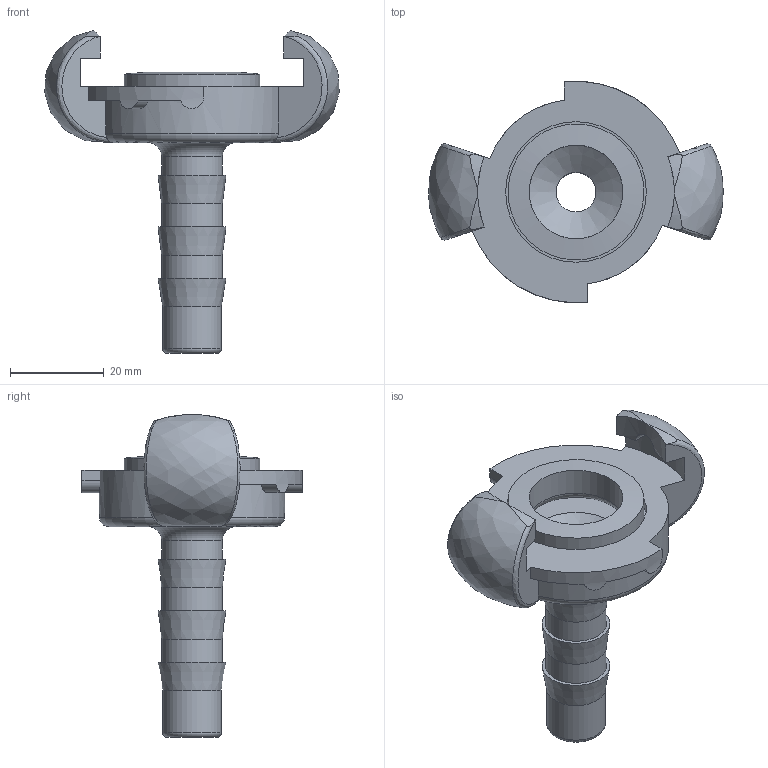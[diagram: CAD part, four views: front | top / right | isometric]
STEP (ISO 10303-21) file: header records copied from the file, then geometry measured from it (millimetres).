
FILE_DESCRIPTION(/* description */ (''),/* implementation_level */ '2;1');
FILE_NAME(/* name */ 'skg_13.stp',/* time_stamp */ '2020-03-31T09:26:12+02:00',/* author */ ('schnellinger'),/* organization */ (''),/* preprocessor_version */ 'ST-DEVELOPER v17',/* originating_system */ 'Autodesk Inventor 2018',/* authorisation */ '0 mm^3');
FILE_SCHEMA (('AUTOMOTIVE_DESIGN { 1 0 10303 214 3 1 1 }'));
Length unit declared in the file: millimetre
Products named in the file (1): ENG-003882_Shrinkwrap_1
Bounding box: 62.84 x 47.22 x 68.91 mm (x, y, z)
Volume: 21541.3 mm3; surface area: 13920 mm2
Topology: 2 solids, 2 shells, 68 faces, 199 edges, 141 vertices
Faces by surface type: cylinder 24, plane 24, bspline 6, cone 6, sphere 4, torus 4
Full cylindrical faces by diameter (mm): 8.5 x1, 12.5 x1, 13 x3, 20 x1, 29 x1, 30 x1, 34.5 x1, 35 x1
Entity records: 3190 total; most frequent: CARTESIAN_POINT 1272, ORIENTED_EDGE 398, DIRECTION 356, EDGE_CURVE 199, AXIS2_PLACEMENT_3D 149, VERTEX_POINT 141, CIRCLE 86, EDGE_LOOP 78
